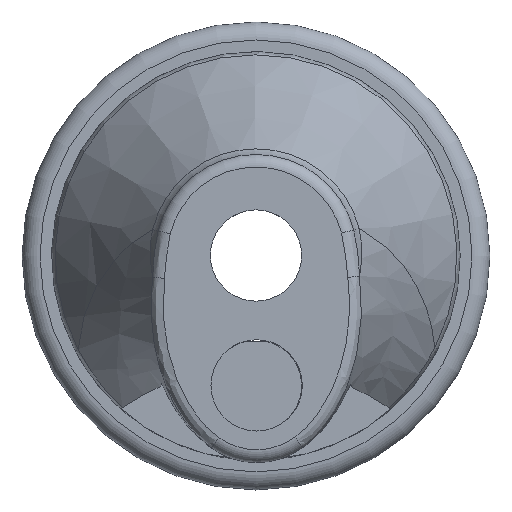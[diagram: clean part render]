
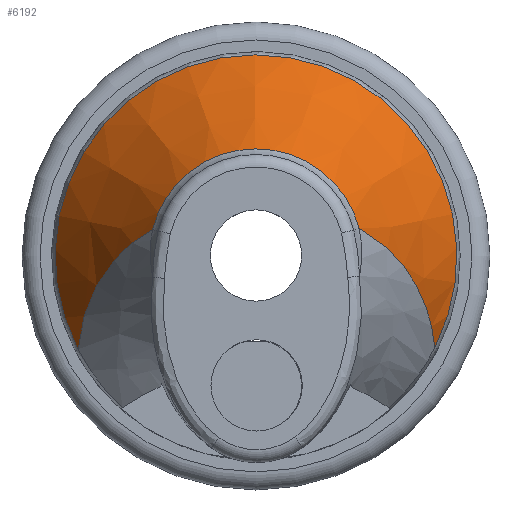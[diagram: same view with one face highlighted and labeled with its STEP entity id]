
A CAD part, top view. The second image highlights one B-rep face of the part: STEP entity #6192.
In plain terms, the highlighted conical face has half-angle 30.005 degrees and reference radius 31.75 mm.
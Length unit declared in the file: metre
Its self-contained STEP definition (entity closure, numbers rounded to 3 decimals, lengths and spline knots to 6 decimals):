
#43=CONICAL_SURFACE('',#7087,0.03175,0.524);
#752=B_SPLINE_CURVE_WITH_KNOTS('',3,(#11203,#11204,#11205,#11206,#11207,
#11208,#11209),.UNSPECIFIED.,.F.,.F.,(4,1,1,1,4),(0.00131,0.009889,
0.018467,0.027045,0.035623),.UNSPECIFIED.);
#753=B_SPLINE_CURVE_WITH_KNOTS('',3,(#11214,#11215,#11216,#11217,#11218,
#11219),.UNSPECIFIED.,.F.,.F.,(4,1,1,4),(0.002332,0.019418,
0.027961,0.036503),.UNSPECIFIED.);
#2559=ORIENTED_EDGE('',*,*,#3628,.T.);
#2560=ORIENTED_EDGE('',*,*,#3629,.T.);
#2561=ORIENTED_EDGE('',*,*,#3630,.T.);
#2562=ORIENTED_EDGE('',*,*,#3631,.T.);
#3628=EDGE_CURVE('',#4297,#4298,#752,.T.);
#3629=EDGE_CURVE('',#4298,#4299,#4876,.T.);
#3630=EDGE_CURVE('',#4299,#4300,#753,.T.);
#3631=EDGE_CURVE('',#4300,#4297,#4877,.T.);
#4297=VERTEX_POINT('',#11210);
#4298=VERTEX_POINT('',#11211);
#4299=VERTEX_POINT('',#11213);
#4300=VERTEX_POINT('',#11220);
#4876=CIRCLE('',#7088,0.01659);
#4877=CIRCLE('',#7089,0.031239);
#5214=EDGE_LOOP('',(#2559,#2560,#2561,#2562));
#5569=FACE_BOUND('',#5214,.T.);
#6192=ADVANCED_FACE('',(#5569),#43,.T.);
#7087=AXIS2_PLACEMENT_3D('',#11202,#9142,#9143);
#7088=AXIS2_PLACEMENT_3D('',#11212,#9144,#9145);
#7089=AXIS2_PLACEMENT_3D('',#11221,#9146,#9147);
#9142=DIRECTION('',(0.,0.,-1.));
#9143=DIRECTION('',(-1.,0.,0.));
#9144=DIRECTION('',(0.,0.,-1.));
#9145=DIRECTION('',(-1.,0.,0.));
#9146=DIRECTION('',(0.,0.,1.));
#9147=DIRECTION('',(1.,0.,0.));
#11202=CARTESIAN_POINT('',(0.,0.,0.01339));
#11203=CARTESIAN_POINT('',(-0.027657,-0.014526,0.014274));
#11204=CARTESIAN_POINT('',(-0.027493,-0.01243,0.016213));
#11205=CARTESIAN_POINT('',(-0.026664,-0.008412,0.020197));
#11206=CARTESIAN_POINT('',(-0.024117,-0.003117,0.026484));
#11207=CARTESIAN_POINT('',(-0.020569,0.001145,0.032913));
#11208=CARTESIAN_POINT('',(-0.017635,0.003242,0.037387));
#11209=CARTESIAN_POINT('',(-0.016087,0.004054,0.039643));
#11210=CARTESIAN_POINT('',(-0.027657,-0.014526,0.014274));
#11211=CARTESIAN_POINT('',(-0.016087,0.004054,0.039643));
#11212=CARTESIAN_POINT('',(0.,0.,0.039643));
#11213=CARTESIAN_POINT('',(0.016046,0.004213,0.039643));
#11214=CARTESIAN_POINT('',(0.016046,0.004213,0.039643));
#11215=CARTESIAN_POINT('',(0.019157,0.00262,0.035132));
#11216=CARTESIAN_POINT('',(0.023313,-0.001151,0.028532));
#11217=CARTESIAN_POINT('',(0.026757,-0.008193,0.02015));
#11218=CARTESIAN_POINT('',(0.027615,-0.01216,0.01621));
#11219=CARTESIAN_POINT('',(0.027799,-0.014252,0.014274));
#11220=CARTESIAN_POINT('',(0.027799,-0.014252,0.014274));
#11221=CARTESIAN_POINT('',(0.,0.,0.014274));
